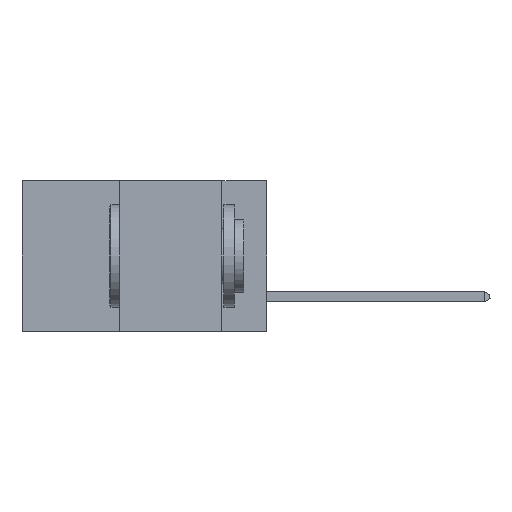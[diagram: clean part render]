
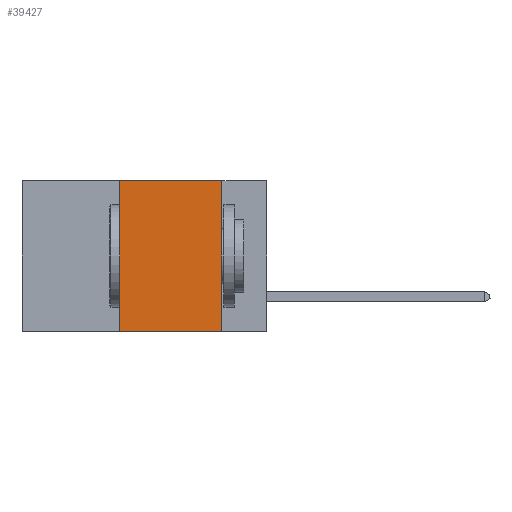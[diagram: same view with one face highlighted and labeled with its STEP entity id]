
A CAD part, left-side view. The second image highlights one B-rep face of the part: STEP entity #39427.
In plain terms, the highlighted planar face has unit normal (-1, 0, 0).
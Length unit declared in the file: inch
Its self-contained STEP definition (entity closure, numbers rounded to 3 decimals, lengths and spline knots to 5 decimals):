
#115 = FACE_OUTER_BOUND ( 'NONE', #33526, .T. ) ;
#5287 = VERTEX_POINT ( 'NONE', #40371 ) ;
#7477 = CARTESIAN_POINT ( 'NONE',  ( 0., 0.36, -0.37 ) ) ;
#7856 = DIRECTION ( 'NONE',  ( 0., -1., 0. ) ) ;
#8854 = EDGE_CURVE ( 'NONE', #20181, #5287, #33583, .T. ) ;
#9206 = VECTOR ( 'NONE', #9641, 39.37008 ) ;
#9641 = DIRECTION ( 'NONE',  ( 0., 0., -1. ) ) ;
#9920 = EDGE_CURVE ( 'NONE', #44782, #36859, #22678, .T. ) ;
#13095 = DIRECTION ( 'NONE',  ( 1., 0., 0. ) ) ;
#17675 = ORIENTED_EDGE ( 'NONE', *, *, #43435, .F. ) ;
#18279 = CARTESIAN_POINT ( 'NONE',  ( 0., 0.6, 0. ) ) ;
#19141 = VECTOR ( 'NONE', #7856, 39.37008 ) ;
#19973 = CARTESIAN_POINT ( 'NONE',  ( 0., 0.11, 0. ) ) ;
#20181 = VERTEX_POINT ( 'NONE', #20577 ) ;
#20252 = VECTOR ( 'NONE', #32202, 39.37008 ) ;
#20577 = CARTESIAN_POINT ( 'NONE',  ( 0., 0.11, 0. ) ) ;
#20665 = DIRECTION ( 'NONE',  ( 0., 0., 1. ) ) ;
#21563 = VECTOR ( 'NONE', #20665, 39.37008 ) ;
#22343 = ORIENTED_EDGE ( 'NONE', *, *, #8854, .F. ) ;
#22678 = LINE ( 'NONE', #40933, #21563 ) ;
#23184 = CARTESIAN_POINT ( 'NONE',  ( 0., 0.6, -0.37 ) ) ;
#23470 = LINE ( 'NONE', #23184, #20252 ) ;
#24143 = ORIENTED_EDGE ( 'NONE', *, *, #9920, .F. ) ;
#30363 = PLANE ( 'NONE',  #33373 ) ;
#31551 = LINE ( 'NONE', #18279, #19141 ) ;
#32202 = DIRECTION ( 'NONE',  ( 0., -1., 0. ) ) ;
#33373 = AXIS2_PLACEMENT_3D ( 'NONE', #44613, #13095, #37319 ) ;
#33526 = EDGE_LOOP ( 'NONE', ( #22343, #17675, #24143, #38224 ) ) ;
#33583 = LINE ( 'NONE', #19973, #9206 ) ;
#36859 = VERTEX_POINT ( 'NONE', #43509 ) ;
#37319 = DIRECTION ( 'NONE',  ( 0., 0., -1. ) ) ;
#38224 = ORIENTED_EDGE ( 'NONE', *, *, #38550, .T. ) ;
#38550 = EDGE_CURVE ( 'NONE', #44782, #5287, #23470, .T. ) ;
#39427 = ADVANCED_FACE ( 'NONE', ( #115 ), #30363, .F. ) ;
#40371 = CARTESIAN_POINT ( 'NONE',  ( 0., 0.11, -0.37 ) ) ;
#40933 = CARTESIAN_POINT ( 'NONE',  ( 0., 0.36, 0. ) ) ;
#43435 = EDGE_CURVE ( 'NONE', #36859, #20181, #31551, .T. ) ;
#43509 = CARTESIAN_POINT ( 'NONE',  ( 0., 0.36, 0. ) ) ;
#44613 = CARTESIAN_POINT ( 'NONE',  ( 0., 0.6, 0. ) ) ;
#44782 = VERTEX_POINT ( 'NONE', #7477 ) ;
